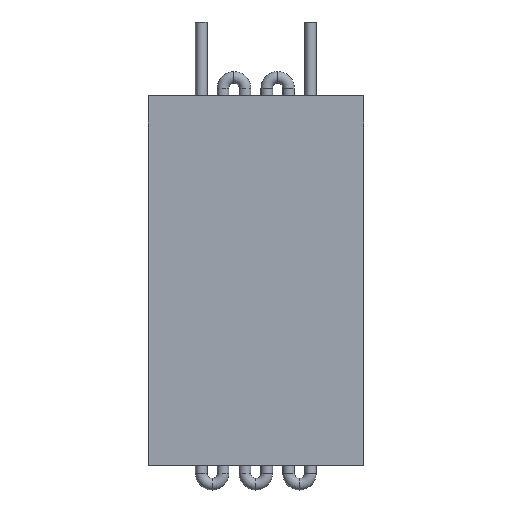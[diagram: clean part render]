
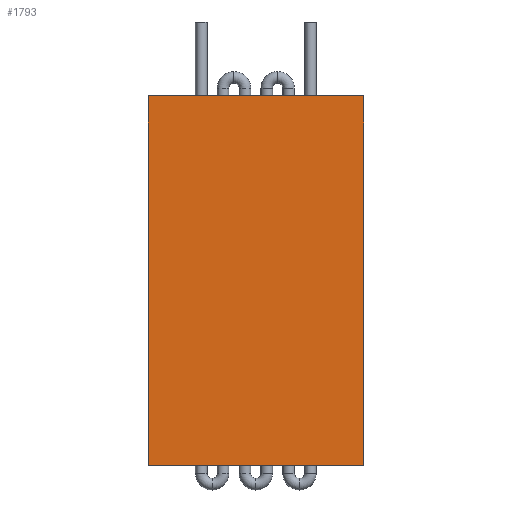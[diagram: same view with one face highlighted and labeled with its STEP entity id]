
A CAD part, front view. The second image highlights one B-rep face of the part: STEP entity #1793.
In plain terms, the highlighted planar face has unit normal (0, -1, 0).
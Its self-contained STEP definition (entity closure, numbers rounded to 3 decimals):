
#6 = CARTESIAN_POINT ( 'NONE',  ( 88.9, -16.088, 152.4 ) ) ;
#89 = VERTEX_POINT ( 'NONE', #2199 ) ;
#454 = EDGE_CURVE ( 'NONE', #89, #1176, #701, .T. ) ;
#465 = DIRECTION ( 'NONE',  ( 0., 0., -1. ) ) ;
#473 = VERTEX_POINT ( 'NONE', #1368 ) ;
#498 = EDGE_CURVE ( 'NONE', #2994, #1176, #643, .T. ) ;
#516 = EDGE_CURVE ( 'NONE', #473, #2994, #614, .T. ) ;
#535 = EDGE_CURVE ( 'NONE', #473, #89, #640, .T. ) ;
#590 = VECTOR ( 'NONE', #2001, 1000. ) ;
#610 = VECTOR ( 'NONE', #465, 1000. ) ;
#614 = LINE ( 'NONE', #2267, #610 ) ;
#625 = VECTOR ( 'NONE', #2084, 1000. ) ;
#640 = LINE ( 'NONE', #1148, #590 ) ;
#643 = LINE ( 'NONE', #2942, #625 ) ;
#683 = VECTOR ( 'NONE', #1398, 1000. ) ;
#701 = LINE ( 'NONE', #806, #683 ) ;
#806 = CARTESIAN_POINT ( 'NONE',  ( -88.9, -16.088, 152.4 ) ) ;
#882 = ORIENTED_EDGE ( 'NONE', *, *, #516, .F. ) ;
#989 = AXIS2_PLACEMENT_3D ( 'NONE', #6, #1997, #1470 ) ;
#1148 = CARTESIAN_POINT ( 'NONE',  ( 88.9, -16.088, 152.4 ) ) ;
#1176 = VERTEX_POINT ( 'NONE', #1925 ) ;
#1368 = CARTESIAN_POINT ( 'NONE',  ( 88.9, -16.088, 152.4 ) ) ;
#1398 = DIRECTION ( 'NONE',  ( 0., 0., -1. ) ) ;
#1470 = DIRECTION ( 'NONE',  ( 1., 0., 0. ) ) ;
#1793 = ADVANCED_FACE ( 'NONE', ( #2676 ), #3032, .T. ) ;
#1814 = CARTESIAN_POINT ( 'NONE',  ( 88.9, -16.088, -152.4 ) ) ;
#1925 = CARTESIAN_POINT ( 'NONE',  ( -88.9, -16.088, -152.4 ) ) ;
#1997 = DIRECTION ( 'NONE',  ( 0., -1., 0. ) ) ;
#2001 = DIRECTION ( 'NONE',  ( -1., 0., 0. ) ) ;
#2084 = DIRECTION ( 'NONE',  ( -1., 0., 0. ) ) ;
#2199 = CARTESIAN_POINT ( 'NONE',  ( -88.9, -16.088, 152.4 ) ) ;
#2267 = CARTESIAN_POINT ( 'NONE',  ( 88.9, -16.088, 152.4 ) ) ;
#2286 = ORIENTED_EDGE ( 'NONE', *, *, #498, .F. ) ;
#2668 = EDGE_LOOP ( 'NONE', ( #2286, #882, #2830, #2872 ) ) ;
#2676 = FACE_OUTER_BOUND ( 'NONE', #2668, .T. ) ;
#2830 = ORIENTED_EDGE ( 'NONE', *, *, #535, .T. ) ;
#2872 = ORIENTED_EDGE ( 'NONE', *, *, #454, .T. ) ;
#2942 = CARTESIAN_POINT ( 'NONE',  ( 88.9, -16.088, -152.4 ) ) ;
#2994 = VERTEX_POINT ( 'NONE', #1814 ) ;
#3032 = PLANE ( 'NONE',  #989 ) ;
